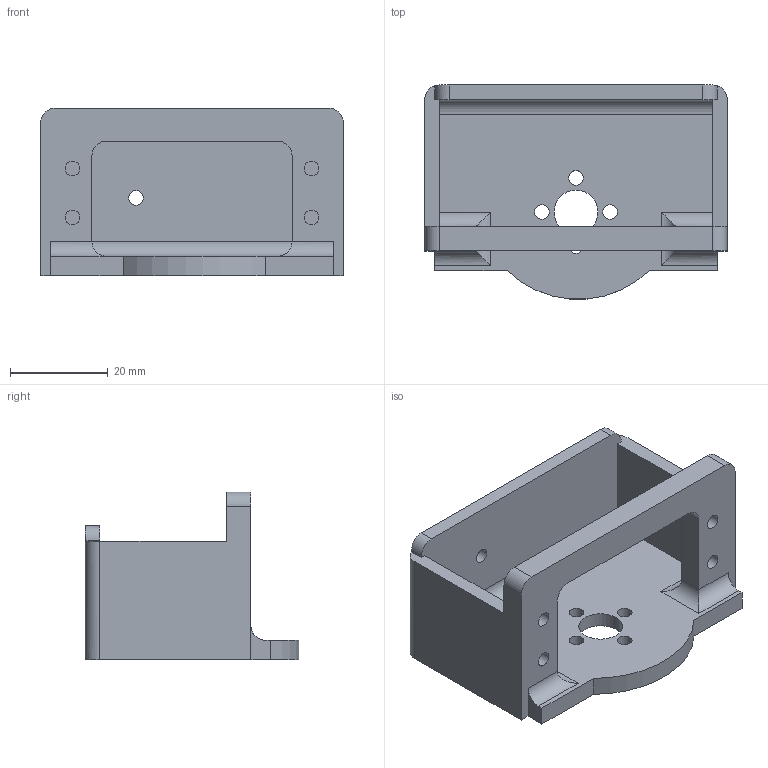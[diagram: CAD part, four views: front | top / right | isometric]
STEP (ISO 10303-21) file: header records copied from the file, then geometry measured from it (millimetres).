
FILE_DESCRIPTION(/* description */ ('STEP AP242','CAx-IF Rec.Pracs.---Representation and Presentation of Product Manufacturing Information (PMI)---4.0---2014-10-13','CAx-IF Rec.Pracs.---3D Tessellated Geometry---0.4---2014-09-14','2;1'),/* implementation_level */ '2;1');
FILE_NAME(/* name */ '6524157e58713355db5ebe0d',/* time_stamp */ '2023-10-09T15:00:14Z',/* author */ (''),/* organization */ (''),/* preprocessor_version */ 'ST-DEVELOPER v19.4',/* originating_system */ ' ',/* authorisation */ ' ');
FILE_SCHEMA (('AP242_MANAGED_MODEL_BASED_3D_ENGINEERING_MIM_LF { 1 0 10303 442 1 1 4 }'));
Length unit declared in the file: metre
Products named in the file (1): Part 1
Bounding box: 62 x 43.83 x 34.39 mm (x, y, z)
Volume: 21152.9 mm3; surface area: 13421.8 mm2
Topology: 1 solids, 1 shells, 53 faces, 159 edges, 108 vertices
Faces by surface type: cylinder 28, plane 25
Full cylindrical faces by diameter (mm): 3 x9, 9 x1, 10 x1, 21 x1
Entity records: 1731 total; most frequent: DIRECTION 295, CARTESIAN_POINT 295, ORIENTED_EDGE 274, EDGE_CURVE 137, AXIS2_PLACEMENT_3D 106, VERTEX_POINT 98, EDGE_LOOP 87, FACE_BOUND 87
